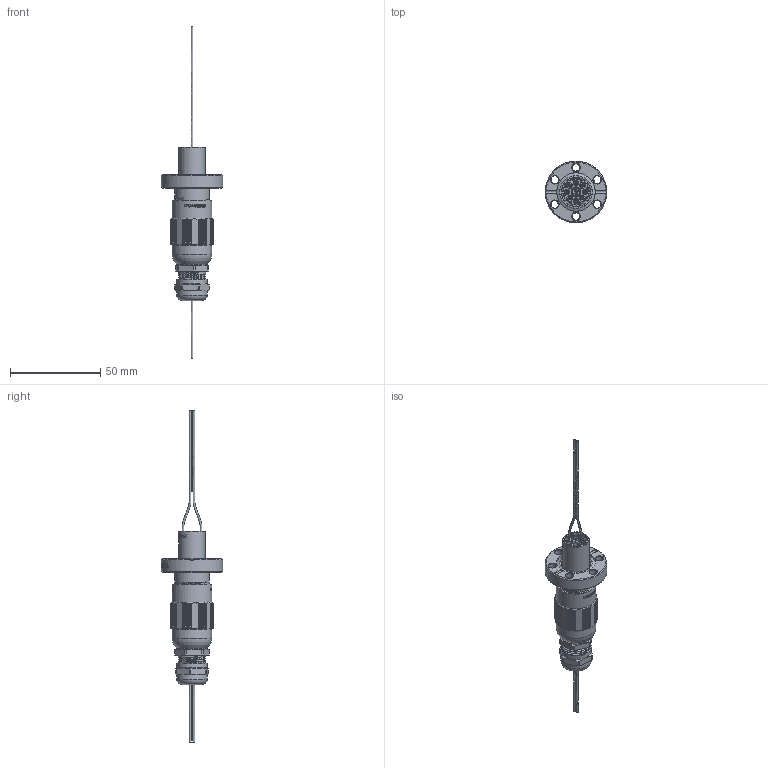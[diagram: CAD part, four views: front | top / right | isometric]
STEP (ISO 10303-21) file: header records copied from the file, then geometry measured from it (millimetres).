
FILE_DESCRIPTION (( 'STEP AP214' ), '1' );
FILE_NAME ('外发模型(带插头+护线筒)-S-CF16-0810-L70-L80.STEP', '2024-09-02T10:47:16', ( '' ), ( '' ), 'SwSTEP 2.0', 'SolidWorks 2020', '' );
FILE_SCHEMA (( 'AUTOMOTIVE_DESIGN' ));
Length unit declared in the file: millimetre
Products named in the file (19): 渲染-电线-0.3-0810; 俋楷耀倰-S-CF16-0810-L70-L80; 渲染-TE-170362; 誘盄芠俋褲-CPC-M20D08; 葷ﾈｾﾄ｣ﾐﾍ-ｻ､ﾏﾟﾍｲﾂﾝﾃｱ-LT8-PG9; 渲染模型-Z-TE-170362-0810; 渲染-电线内芯-0.3-0810; 誘盄芠-CPC-M20D08; 渲染-电线胶皮-0.3-0810; 俋楷耀倰-Z-XF-8P10-TE-VAC-PPS; 渲染模型-内芯收紧爪 4-8; M3-16-4 - 坋趼芛; 俋楷耀倰-FL-S-CF16-0810-L70-L80; 葷ﾈｾﾄ｣ﾐﾍ-ﾄﾚﾐｾﾃﾜｷ篶ﾗ 4-8; 外发模型(带插头+护线筒)-S-CF16-0810-L70-L80; XF-8P10-TE-VAC-PPS; XF-8P10-TE-AIR-PPS; 俋楷耀倰-Z-XF-8P10-TE-AIR-PPS; NDL-D10L180
Assembly tree (29 placements, depth 5):
  外发模型(带插头+护线筒)-S-CF16-0810-L70-L80
    俋楷耀倰-S-CF16-0810-L70-L80
      俋楷耀倰-FL-S-CF16-0810-L70-L80
      NDL-D10L180  x8
    俋楷耀倰-Z-XF-8P10-TE-VAC-PPS
      XF-8P10-TE-VAC-PPS
      M3-16-4 - 坋趼芛
      渲染模型-Z-TE-170362-0810  x2
        渲染-TE-170362
        渲染-电线-0.3-0810
          渲染-电线内芯-0.3-0810
          渲染-电线胶皮-0.3-0810
    俋楷耀倰-Z-XF-8P10-TE-AIR-PPS
      XF-8P10-TE-AIR-PPS
      M3-16-4 - 坋趼芛
      渲染模型-Z-TE-170362-0810  x2
        渲染-TE-170362
        渲染-电线-0.3-0810
          渲染-电线内芯-0.3-0810
          渲染-电线胶皮-0.3-0810
    誘盄芠-CPC-M20D08
      誘盄芠俋褲-CPC-M20D08
      葷ﾈｾﾄ｣ﾐﾍ-ｻ､ﾏﾟﾍｲﾂﾝﾃｱ-LT8-PG9
      葷ﾈｾﾄ｣ﾐﾍ-ﾄﾚﾐｾﾃﾜｷ篶ﾗ 4-8
      渲染模型-内芯收紧爪 4-8
Bounding box: 34 x 34 x 183.55 mm (x, y, z)
Volume: 19150.7 mm3; surface area: 25459.4 mm2
Topology: 29 solids, 29 shells, 1373 faces, 3983 edges, 2841 vertices
Faces by surface type: plane 733, cylinder 329, bspline 225, cone 61, torus 25
Full cylindrical faces by diameter (mm): 0.65 x4, 0.96 x4, 1 x16, 1.4 x4, 1.8 x22, 2.5 x27, 3.2 x16, 3.5 x2, 4.3 x6, 4.5 x2, 5.5 x2, 8.2 x2, 8.5 x1, 10 x1, 10.5 x1, 11.6 x1, 12 x1, 12.4 x1, 13.3 x1, 14.5 x2, 15.2 x5, 16 x2, 16.64 x1, 16.8 x2, 18.5 x1, 19 x1, 20.5 x1, 21.4 x1, 22 x2, 34 x1
Entity records: 55565 total; most frequent: CARTESIAN_POINT 30239, ORIENTED_EDGE 5794, DIRECTION 3829, EDGE_CURVE 2897, VERTEX_POINT 2263, AXIS2_PLACEMENT_3D 1387, EDGE_LOOP 1332, B_SPLINE_CURVE_WITH_KNOTS 1301
